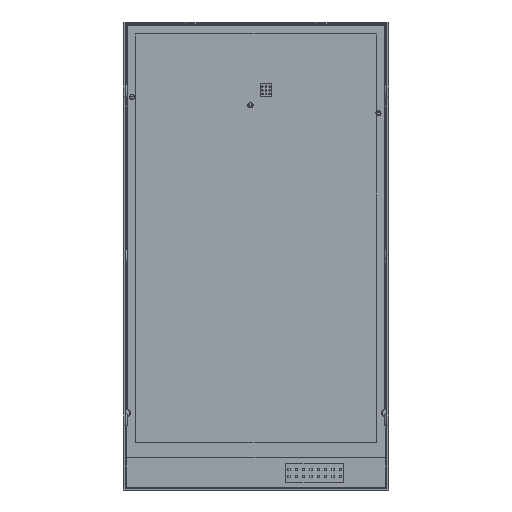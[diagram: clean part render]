
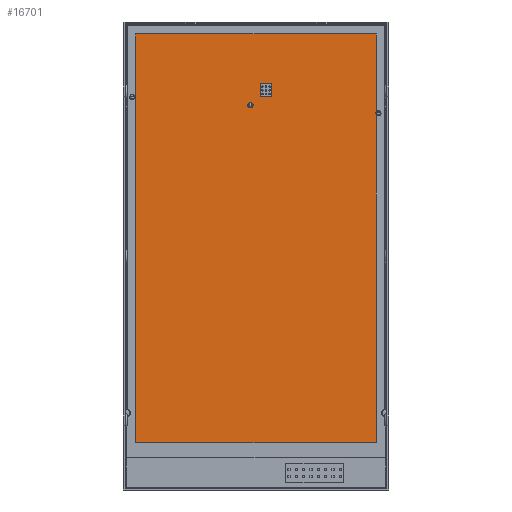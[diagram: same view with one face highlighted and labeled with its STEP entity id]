
A CAD part, front view. The second image highlights one B-rep face of the part: STEP entity #16701.
In plain terms, the highlighted planar face has unit normal (0, -1, 0).
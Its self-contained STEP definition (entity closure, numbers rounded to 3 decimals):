
#528 = AXIS2_PLACEMENT_3D ( 'NONE', #4602, #4603, #4604 ) ;
#1448 = PLANE ( 'NONE',  #12997 ) ;
#1454 = CARTESIAN_POINT ( 'NONE',  ( -22.399, 0., 39.9 ) ) ;
#1455 = DIRECTION ( 'NONE',  ( 0., 1., 0. ) ) ;
#1456 = DIRECTION ( 'NONE',  ( 0., 0., 1. ) ) ;
#2216 = ORIENTED_EDGE ( 'NONE', *, *, #9985, .F. ) ;
#2222 = ORIENTED_EDGE ( 'NONE', *, *, #9983, .F. ) ;
#2227 = ORIENTED_EDGE ( 'NONE', *, *, #9981, .F. ) ;
#2234 = ORIENTED_EDGE ( 'NONE', *, *, #10000, .F. ) ;
#2447 = CARTESIAN_POINT ( 'NONE',  ( 20.765, 0., 24.382 ) ) ;
#2603 = CARTESIAN_POINT ( 'NONE',  ( -0.961, 0., 25.582 ) ) ;
#2798 = CARTESIAN_POINT ( 'NONE',  ( 20.765, 0., -32.233 ) ) ;
#4336 = EDGE_CURVE ( 'NONE', #11839, #11259, #16992, .T. ) ;
#4602 = CARTESIAN_POINT ( 'NONE',  ( -0.961, 0., 26.032 ) ) ;
#4603 = DIRECTION ( 'NONE',  ( 0., 1., 0. ) ) ;
#4604 = DIRECTION ( 'NONE',  ( 0., 0., 1. ) ) ;
#5150 = CARTESIAN_POINT ( 'NONE',  ( 21.137, 0., 24.635 ) ) ;
#5151 = DIRECTION ( 'NONE',  ( 0., 1., 0. ) ) ;
#5152 = DIRECTION ( 'NONE',  ( 0., 0., 1. ) ) ;
#5862 = CARTESIAN_POINT ( 'NONE',  ( 2.747, 0., 29.867 ) ) ;
#5863 = CARTESIAN_POINT ( 'NONE',  ( 0.715, 0., 29.867 ) ) ;
#5871 = CARTESIAN_POINT ( 'NONE',  ( 0.715, 0., 29.867 ) ) ;
#5873 = DIRECTION ( 'NONE',  ( 0., 0., 1. ) ) ;
#5875 = CARTESIAN_POINT ( 'NONE',  ( -22.399, 0., -32.233 ) ) ;
#5877 = DIRECTION ( 'NONE',  ( -1., 0., 0. ) ) ;
#5880 = DIRECTION ( 'NONE',  ( 0., 0., -1. ) ) ;
#5882 = DIRECTION ( 'NONE',  ( 0., 0., -1. ) ) ;
#5884 = DIRECTION ( 'NONE',  ( -1., 0., 0. ) ) ;
#5886 = CARTESIAN_POINT ( 'NONE',  ( -22.399, 0., 38.329 ) ) ;
#5887 = CARTESIAN_POINT ( 'NONE',  ( -20.764, 0., 39.9 ) ) ;
#7511 = DIRECTION ( 'NONE',  ( -1., 0., 0. ) ) ;
#7514 = CARTESIAN_POINT ( 'NONE',  ( 20.764, 0., 39.9 ) ) ;
#7515 = DIRECTION ( 'NONE',  ( 0., 0., 1. ) ) ;
#7518 = CARTESIAN_POINT ( 'NONE',  ( 20.764, 0., 39.9 ) ) ;
#7519 = DIRECTION ( 'NONE',  ( 0., 0., 1. ) ) ;
#7520 = CARTESIAN_POINT ( 'NONE',  ( -0.961, 0., 26.032 ) ) ;
#7521 = DIRECTION ( 'NONE',  ( 0., 1., 0. ) ) ;
#7522 = DIRECTION ( 'NONE',  ( 0., 0., 1. ) ) ;
#7523 = CARTESIAN_POINT ( 'NONE',  ( 0.715, 0., 27.454 ) ) ;
#7531 = DIRECTION ( 'NONE',  ( 1., 0., 0. ) ) ;
#9981 = EDGE_CURVE ( 'NONE', #21239, #21194, #18587, .T. ) ;
#9983 = EDGE_CURVE ( 'NONE', #21194, #21215, #18597, .T. ) ;
#9985 = EDGE_CURVE ( 'NONE', #21215, #20450, #18605, .T. ) ;
#9987 = EDGE_CURVE ( 'NONE', #12092, #21250, #18612, .T. ) ;
#9989 = EDGE_CURVE ( 'NONE', #21230, #21250, #18620, .T. ) ;
#9991 = EDGE_CURVE ( 'NONE', #21233, #21230, #18630, .T. ) ;
#9993 = EDGE_CURVE ( 'NONE', #12092, #11622, #18643, .T. ) ;
#9995 = EDGE_CURVE ( 'NONE', #11259, #11839, #18652, .T. ) ;
#9997 = EDGE_CURVE ( 'NONE', #11569, #21233, #18659, .T. ) ;
#10000 = EDGE_CURVE ( 'NONE', #20450, #21239, #18634, .T. ) ;
#10404 = EDGE_CURVE ( 'NONE', #11622, #11569, #21447, .T. ) ;
#11259 = VERTEX_POINT ( 'NONE', #18210 ) ;
#11569 = VERTEX_POINT ( 'NONE', #18367 ) ;
#11622 = VERTEX_POINT ( 'NONE', #2447 ) ;
#11839 = VERTEX_POINT ( 'NONE', #2603 ) ;
#12092 = VERTEX_POINT ( 'NONE', #2798 ) ;
#12997 = AXIS2_PLACEMENT_3D ( 'NONE', #1454, #1455, #1456 ) ;
#13859 = AXIS2_PLACEMENT_3D ( 'NONE', #5150, #5151, #5152 ) ;
#14008 = AXIS2_PLACEMENT_3D ( 'NONE', #7520, #7521, #7522 ) ;
#15225 = FACE_BOUND ( 'NONE', #20959, .T. ) ;
#15226 = FACE_BOUND ( 'NONE', #21017, .T. ) ;
#15229 = FACE_OUTER_BOUND ( 'NONE', #20883, .T. ) ;
#16162 = CARTESIAN_POINT ( 'NONE',  ( 0.715, 0., 27.454 ) ) ;
#16181 = CARTESIAN_POINT ( 'NONE',  ( 2.747, 0., 29.867 ) ) ;
#16186 = CARTESIAN_POINT ( 'NONE',  ( 0.715, 0., 29.867 ) ) ;
#16191 = CARTESIAN_POINT ( 'NONE',  ( -20.764, 0., 38.329 ) ) ;
#16193 = CARTESIAN_POINT ( 'NONE',  ( 2.747, 0., 27.454 ) ) ;
#16194 = CARTESIAN_POINT ( 'NONE',  ( 20.764, 0., 38.329 ) ) ;
#16198 = CARTESIAN_POINT ( 'NONE',  ( -20.764, 0., -32.233 ) ) ;
#16701 = ADVANCED_FACE ( 'NONE', ( #15225, #15229, #15226 ), #1448, .F. ) ;
#16992 = CIRCLE ( 'NONE', #528, 0.45 ) ;
#18210 = CARTESIAN_POINT ( 'NONE',  ( -0.961, 0., 26.482 ) ) ;
#18367 = CARTESIAN_POINT ( 'NONE',  ( 20.764, 0., 24.888 ) ) ;
#18587 = LINE ( 'NONE', #5862, #18602 ) ;
#18597 = LINE ( 'NONE', #5863, #18610 ) ;
#18602 = VECTOR ( 'NONE', #5873, 1000. ) ;
#18605 = LINE ( 'NONE', #5871, #18618 ) ;
#18610 = VECTOR ( 'NONE', #5877, 1000. ) ;
#18612 = LINE ( 'NONE', #5875, #18626 ) ;
#18618 = VECTOR ( 'NONE', #5880, 1000. ) ;
#18620 = LINE ( 'NONE', #5887, #18631 ) ;
#18626 = VECTOR ( 'NONE', #5884, 1000. ) ;
#18630 = LINE ( 'NONE', #5886, #18640 ) ;
#18631 = VECTOR ( 'NONE', #5882, 1000. ) ;
#18634 = LINE ( 'NONE', #7523, #18674 ) ;
#18640 = VECTOR ( 'NONE', #7511, 1000. ) ;
#18643 = LINE ( 'NONE', #7514, #18650 ) ;
#18650 = VECTOR ( 'NONE', #7515, 1000. ) ;
#18652 = CIRCLE ( 'NONE', #14008, 0.45 ) ;
#18659 = LINE ( 'NONE', #7518, #18663 ) ;
#18663 = VECTOR ( 'NONE', #7519, 1000. ) ;
#18674 = VECTOR ( 'NONE', #7531, 1000. ) ;
#20083 = ORIENTED_EDGE ( 'NONE', *, *, #9997, .T. ) ;
#20450 = VERTEX_POINT ( 'NONE', #16162 ) ;
#20461 = ORIENTED_EDGE ( 'NONE', *, *, #9987, .F. ) ;
#20473 = ORIENTED_EDGE ( 'NONE', *, *, #4336, .T. ) ;
#20654 = ORIENTED_EDGE ( 'NONE', *, *, #9989, .T. ) ;
#20656 = ORIENTED_EDGE ( 'NONE', *, *, #9995, .T. ) ;
#20708 = ORIENTED_EDGE ( 'NONE', *, *, #9993, .T. ) ;
#20883 = EDGE_LOOP ( 'NONE', ( #20708, #21042, #20083, #20906, #20654, #20461 ) ) ;
#20906 = ORIENTED_EDGE ( 'NONE', *, *, #9991, .T. ) ;
#20959 = EDGE_LOOP ( 'NONE', ( #20656, #20473 ) ) ;
#21017 = EDGE_LOOP ( 'NONE', ( #2216, #2222, #2227, #2234 ) ) ;
#21042 = ORIENTED_EDGE ( 'NONE', *, *, #10404, .T. ) ;
#21194 = VERTEX_POINT ( 'NONE', #16181 ) ;
#21215 = VERTEX_POINT ( 'NONE', #16186 ) ;
#21230 = VERTEX_POINT ( 'NONE', #16191 ) ;
#21233 = VERTEX_POINT ( 'NONE', #16194 ) ;
#21239 = VERTEX_POINT ( 'NONE', #16193 ) ;
#21250 = VERTEX_POINT ( 'NONE', #16198 ) ;
#21447 = CIRCLE ( 'NONE', #13859, 0.45 ) ;
